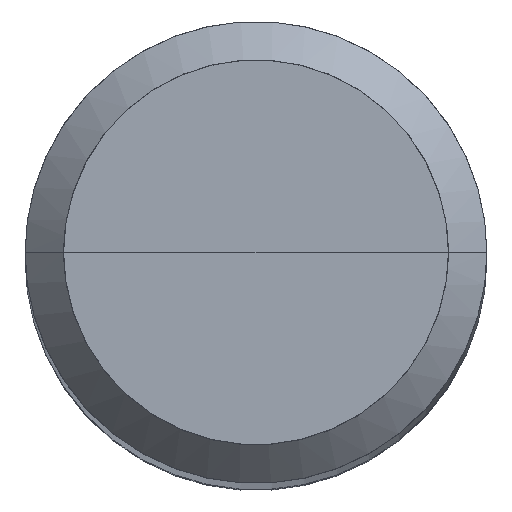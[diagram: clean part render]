
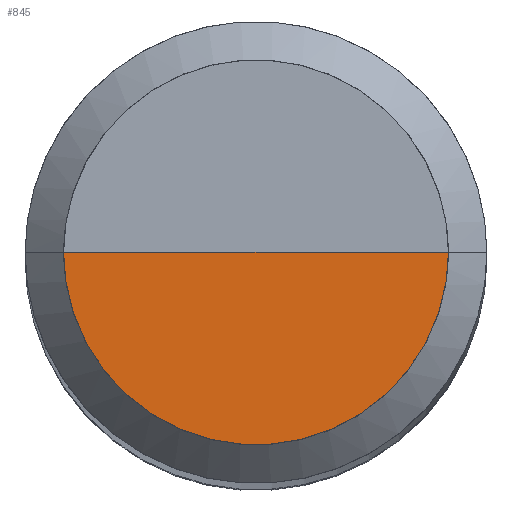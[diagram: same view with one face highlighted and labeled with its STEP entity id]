
A CAD part, top view. The second image highlights one B-rep face of the part: STEP entity #845.
In plain terms, the highlighted free-form (B-spline) face has degree [1, 2] with [2, 5] control points.
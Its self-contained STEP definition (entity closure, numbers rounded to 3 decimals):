
#532=CARTESIAN_POINT('',(2.5,0.0,44.0));
#536=CARTESIAN_POINT('',(-2.5,0.0,44.0));
#537=CARTESIAN_POINT('',(0.0,0.0,44.0));
#544=CARTESIAN_POINT('',(-2.5,-2.5,44.0));
#545=CARTESIAN_POINT('',(0.0,-2.5,44.0));
#546=CARTESIAN_POINT('',(2.5,-2.5,44.0));
#830=(
BOUNDED_SURFACE()
B_SPLINE_SURFACE(1,2,(
(#536,#544,#545,#546,#532),
(#537,#537,#537,#537,#537)
), .UNSPECIFIED.,.F.,.F.,.F.)
B_SPLINE_SURFACE_WITH_KNOTS((2,2),(3,2,3),(
0.0,1.0),(
0.0,0.5,1.0), .UNSPECIFIED.)
GEOMETRIC_REPRESENTATION_ITEM()
RATIONAL_B_SPLINE_SURFACE(((1.0,0.707,1.0,0.707,1.0),
(1.0,0.707,1.0,0.707,1.0)
))
REPRESENTATION_ITEM('')
SURFACE()
);
#831=(
BOUNDED_CURVE()
B_SPLINE_CURVE(2,(#532,#546,#545,#544,#536),.UNSPECIFIED.,.F.,.F.)
B_SPLINE_CURVE_WITH_KNOTS((3,2,3),
(0.0,0.5,1.0),.UNSPECIFIED.)
CURVE()
GEOMETRIC_REPRESENTATION_ITEM()
RATIONAL_B_SPLINE_CURVE((1.0,0.707,1.0,0.707,1.0))
REPRESENTATION_ITEM('')
);
#832=(
BOUNDED_CURVE()
B_SPLINE_CURVE(1,(#536,#537),.UNSPECIFIED.,.F.,.F.)
B_SPLINE_CURVE_WITH_KNOTS((2,2),
(0.0,1.0),.UNSPECIFIED.)
CURVE()
GEOMETRIC_REPRESENTATION_ITEM()
RATIONAL_B_SPLINE_CURVE((1.0,1.0))
REPRESENTATION_ITEM('')
);
#833=(
BOUNDED_CURVE()
B_SPLINE_CURVE(1,(#537,#532),.UNSPECIFIED.,.F.,.F.)
B_SPLINE_CURVE_WITH_KNOTS((2,2),
(0.0,1.0),.UNSPECIFIED.)
CURVE()
GEOMETRIC_REPRESENTATION_ITEM()
RATIONAL_B_SPLINE_CURVE((1.0,1.0))
REPRESENTATION_ITEM('')
);
#834=VERTEX_POINT('',#532);
#835=VERTEX_POINT('',#536);
#836=VERTEX_POINT('',#537);
#837=EDGE_CURVE('',#834,#835,#831,.T.);
#838=EDGE_CURVE('',#835,#836,#832,.T.);
#839=EDGE_CURVE('',#836,#834,#833,.T.);
#840=ORIENTED_EDGE('',*,*,#837,.T.);
#841=ORIENTED_EDGE('',*,*,#838,.T.);
#842=ORIENTED_EDGE('',*,*,#839,.T.);
#843=EDGE_LOOP('',(#840,#841,#842));
#844=FACE_OUTER_BOUND('',#843,.T.);
#845=ADVANCED_FACE('',(#844),#830,.T.);
